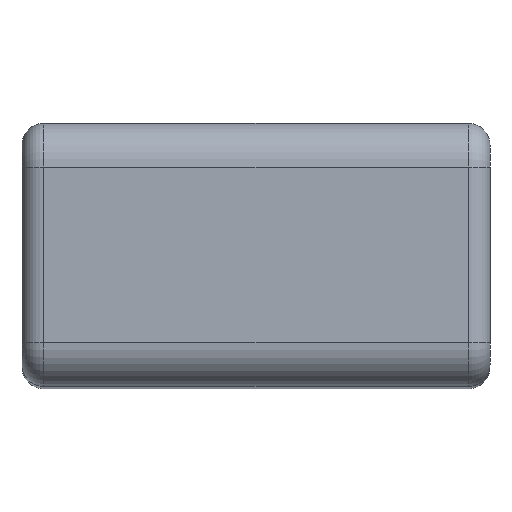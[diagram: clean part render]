
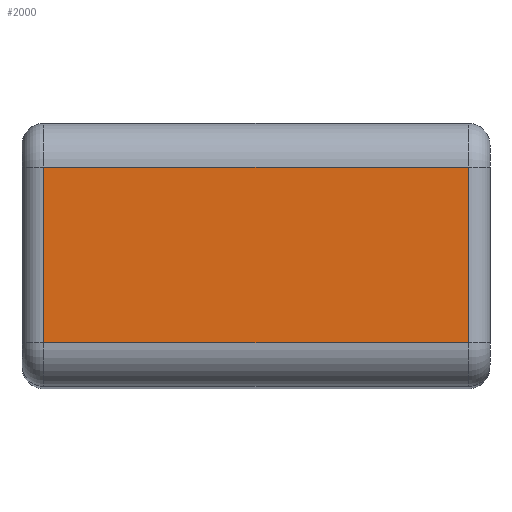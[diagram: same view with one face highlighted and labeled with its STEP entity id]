
A CAD part, top view. The second image highlights one B-rep face of the part: STEP entity #2000.
In plain terms, the highlighted planar face has unit normal (0, 0, 1).
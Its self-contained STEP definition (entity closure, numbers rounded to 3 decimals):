
#387 = EDGE_LOOP ( 'NONE', ( #3084, #1707, #1571, #4403 ) ) ;
#388 = LINE ( 'NONE', #3363, #2299 ) ;
#439 = CARTESIAN_POINT ( 'NONE',  ( 16., 1.5, 0. ) ) ;
#583 = CARTESIAN_POINT ( 'NONE',  ( 0.75, 1.5, 0. ) ) ;
#660 = CARTESIAN_POINT ( 'NONE',  ( 15.25, 1.5, 0. ) ) ;
#781 = DIRECTION ( 'NONE',  ( 0., 0., -1. ) ) ;
#809 = VERTEX_POINT ( 'NONE', #2837 ) ;
#842 = VERTEX_POINT ( 'NONE', #4137 ) ;
#860 = EDGE_CURVE ( 'NONE', #3022, #2776, #1606, .T. ) ;
#1403 = AXIS2_PLACEMENT_3D ( 'NONE', #4133, #781, #3781 ) ;
#1571 = ORIENTED_EDGE ( 'NONE', *, *, #4091, .T. ) ;
#1606 = LINE ( 'NONE', #439, #1737 ) ;
#1707 = ORIENTED_EDGE ( 'NONE', *, *, #1887, .T. ) ;
#1737 = VECTOR ( 'NONE', #1933, 1000. ) ;
#1887 = EDGE_CURVE ( 'NONE', #2776, #842, #4538, .T. ) ;
#1889 = CARTESIAN_POINT ( 'NONE',  ( 15.25, 9., 0. ) ) ;
#1933 = DIRECTION ( 'NONE',  ( 1., 0., 0. ) ) ;
#1951 = DIRECTION ( 'NONE',  ( 0., 1., 0. ) ) ;
#1988 = LINE ( 'NONE', #3156, #3783 ) ;
#2000 = ADVANCED_FACE ( 'NONE', ( #3065 ), #4519, .F. ) ;
#2018 = VECTOR ( 'NONE', #1951, 1000. ) ;
#2299 = VECTOR ( 'NONE', #3406, 1000. ) ;
#2354 = DIRECTION ( 'NONE',  ( 0., -1., 0. ) ) ;
#2776 = VERTEX_POINT ( 'NONE', #660 ) ;
#2837 = CARTESIAN_POINT ( 'NONE',  ( 0.75, 7.5, 0. ) ) ;
#3022 = VERTEX_POINT ( 'NONE', #583 ) ;
#3065 = FACE_OUTER_BOUND ( 'NONE', #387, .T. ) ;
#3084 = ORIENTED_EDGE ( 'NONE', *, *, #860, .T. ) ;
#3156 = CARTESIAN_POINT ( 'NONE',  ( 0.75, 9., 0. ) ) ;
#3363 = CARTESIAN_POINT ( 'NONE',  ( 0., 7.5, 0. ) ) ;
#3406 = DIRECTION ( 'NONE',  ( -1., 0., 0. ) ) ;
#3781 = DIRECTION ( 'NONE',  ( -1., 0., 0. ) ) ;
#3783 = VECTOR ( 'NONE', #2354, 1000. ) ;
#4091 = EDGE_CURVE ( 'NONE', #842, #809, #388, .T. ) ;
#4133 = CARTESIAN_POINT ( 'NONE',  ( 0., 9., 0. ) ) ;
#4137 = CARTESIAN_POINT ( 'NONE',  ( 15.25, 7.5, 0. ) ) ;
#4177 = EDGE_CURVE ( 'NONE', #809, #3022, #1988, .T. ) ;
#4403 = ORIENTED_EDGE ( 'NONE', *, *, #4177, .T. ) ;
#4519 = PLANE ( 'NONE',  #1403 ) ;
#4538 = LINE ( 'NONE', #1889, #2018 ) ;
